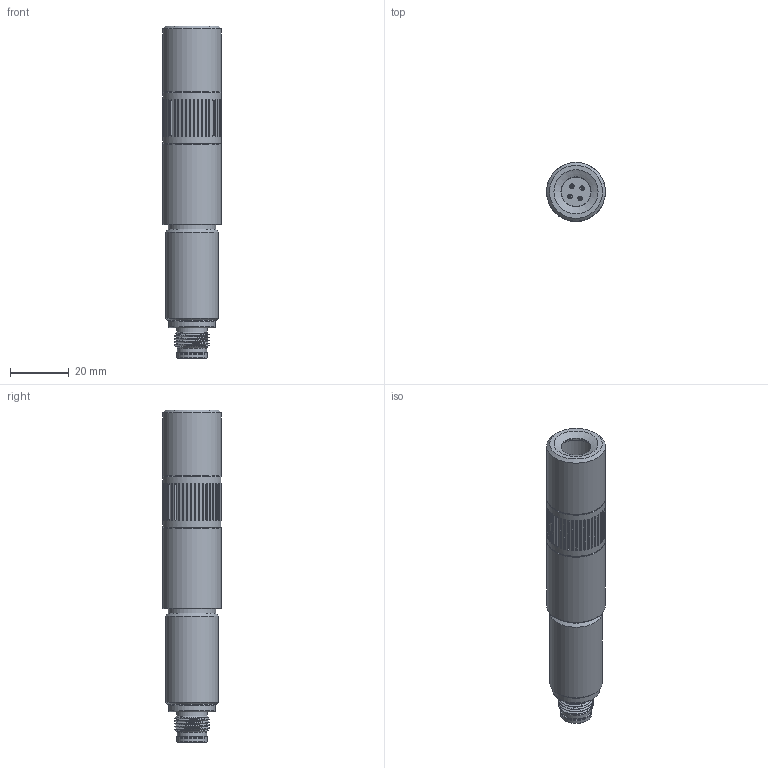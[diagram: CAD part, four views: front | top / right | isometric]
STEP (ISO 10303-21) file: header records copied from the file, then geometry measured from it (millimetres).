
FILE_DESCRIPTION(/* description */ (''),/* implementation_level */ '2;1');
FILE_SCHEMA (('AUTOMOTIVE_DESIGN { 1 0 10303 214 3 1 1 }'));
Length unit declared in the file: millimetre
Products named in the file (5): lwpro20-ea; back_m18; ext_ring_knurl; front; m12_4p_realthread
Assembly tree (4 placements, depth 2):
  lwpro20-ea
    back_m18
    ext_ring_knurl
    front
    m12_4p_realthread
Bounding box: 20 x 20 x 112.8 mm (x, y, z)
Volume: 15049.6 mm3; surface area: 13499.2 mm2
Topology: 4 solids, 4 shells, 307 faces, 800 edges, 467 vertices
Faces by surface type: cone 117, plane 113, cylinder 50, torus 20, sphere 4, bspline 3
Full cylindrical faces by diameter (mm): 0.75 x4, 1 x4, 1.5 x4, 10 x2, 10.4 x3, 10.8 x1, 10.917 x1, 12 x4, 12.5 x1, 13 x1, 14 x2, 14.5 x3, 16 x3, 17.75 x1, 18 x5, 20 x3
Entity records: 11601 total; most frequent: CARTESIAN_POINT 4377, ORIENTED_EDGE 1404, DIRECTION 1391, EDGE_CURVE 702, AXIS2_PLACEMENT_3D 498, VERTEX_POINT 467, LINE 395, VECTOR 395
